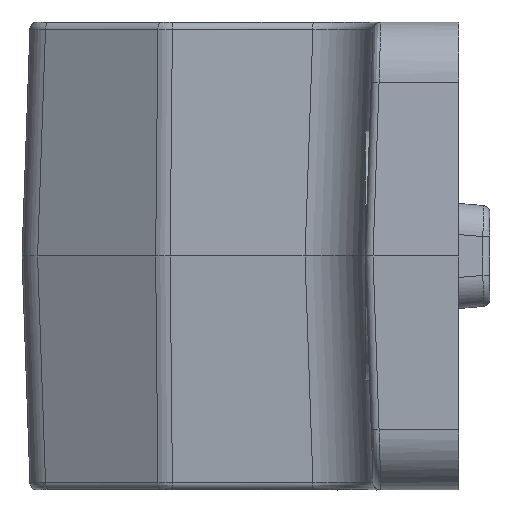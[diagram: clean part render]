
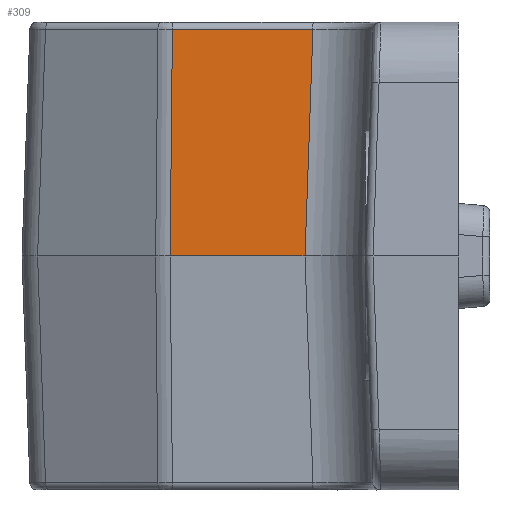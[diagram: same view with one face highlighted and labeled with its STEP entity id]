
A CAD part, left-side view. The second image highlights one B-rep face of the part: STEP entity #309.
In plain terms, the highlighted planar face has unit normal (-0.999, 0.035, 0.035).
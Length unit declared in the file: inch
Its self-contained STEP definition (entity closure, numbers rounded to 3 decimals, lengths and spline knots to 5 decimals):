
#309 = ADVANCED_FACE ( 'NONE', ( #2042 ), #5547, .T. ) ;
#672 = ORIENTED_EDGE ( 'NONE', *, *, #1935, .T. ) ;
#689 = VECTOR ( 'NONE', #5983, 39.37008 ) ;
#1035 = VERTEX_POINT ( 'NONE', #4220 ) ;
#1247 = DIRECTION ( 'NONE',  ( -0.035, -0.999, 0. ) ) ;
#1452 = VECTOR ( 'NONE', #5190, 39.37008 ) ;
#1935 = EDGE_CURVE ( 'NONE', #1938, #1035, #5683, .T. ) ;
#1938 = VERTEX_POINT ( 'NONE', #5603 ) ;
#2042 = FACE_OUTER_BOUND ( 'NONE', #6563, .T. ) ;
#2063 = ORIENTED_EDGE ( 'NONE', *, *, #3235, .T. ) ;
#2296 = ORIENTED_EDGE ( 'NONE', *, *, #2505, .F. ) ;
#2476 = VECTOR ( 'NONE', #1247, 39.37008 ) ;
#2505 = EDGE_CURVE ( 'NONE', #3062, #4665, #7282, .T. ) ;
#2648 = EDGE_CURVE ( 'NONE', #1035, #4665, #7380, .T. ) ;
#3062 = VERTEX_POINT ( 'NONE', #4270 ) ;
#3235 = EDGE_CURVE ( 'NONE', #3062, #1938, #6150, .T. ) ;
#3627 = CARTESIAN_POINT ( 'NONE',  ( -0.22763, 0.0296, 0. ) ) ;
#4036 = CARTESIAN_POINT ( 'NONE',  ( -0.21774, 0.02677, 0.28578 ) ) ;
#4220 = CARTESIAN_POINT ( 'NONE',  ( -0.23357, -0.14059, 0. ) ) ;
#4270 = CARTESIAN_POINT ( 'NONE',  ( -0.21774, 0.02677, 0.28578 ) ) ;
#4628 = VECTOR ( 'NONE', #6781, 39.37008 ) ;
#4665 = VERTEX_POINT ( 'NONE', #5436 ) ;
#5086 = ORIENTED_EDGE ( 'NONE', *, *, #2648, .T. ) ;
#5132 = DIRECTION ( 'NONE',  ( 0.035, 0., 0.999 ) ) ;
#5190 = DIRECTION ( 'NONE',  ( -0.035, 0.01, -0.999 ) ) ;
#5436 = CARTESIAN_POINT ( 'NONE',  ( -0.22393, -0.15057, 0.28578 ) ) ;
#5547 = PLANE ( 'NONE',  #6151 ) ;
#5603 = CARTESIAN_POINT ( 'NONE',  ( -0.22763, 0.0296, 0. ) ) ;
#5683 = LINE ( 'NONE', #3627, #2476 ) ;
#5695 = DIRECTION ( 'NONE',  ( -0.999, 0.035, 0.035 ) ) ;
#5983 = DIRECTION ( 'NONE',  ( 0.034, -0.035, 0.999 ) ) ;
#6150 = LINE ( 'NONE', #4036, #1452 ) ;
#6151 = AXIS2_PLACEMENT_3D ( 'NONE', #6824, #5695, #5132 ) ;
#6563 = EDGE_LOOP ( 'NONE', ( #2063, #672, #5086, #2296 ) ) ;
#6648 = CARTESIAN_POINT ( 'NONE',  ( -0.23362, -0.14054, -0.00149 ) ) ;
#6781 = DIRECTION ( 'NONE',  ( -0.035, -0.999, 0. ) ) ;
#6824 = CARTESIAN_POINT ( 'NONE',  ( -0.22783, 0.02378, 0. ) ) ;
#6884 = CARTESIAN_POINT ( 'NONE',  ( -0.22129, -0.0748, 0.28578 ) ) ;
#7282 = LINE ( 'NONE', #6884, #4628 ) ;
#7380 = LINE ( 'NONE', #6648, #689 ) ;
